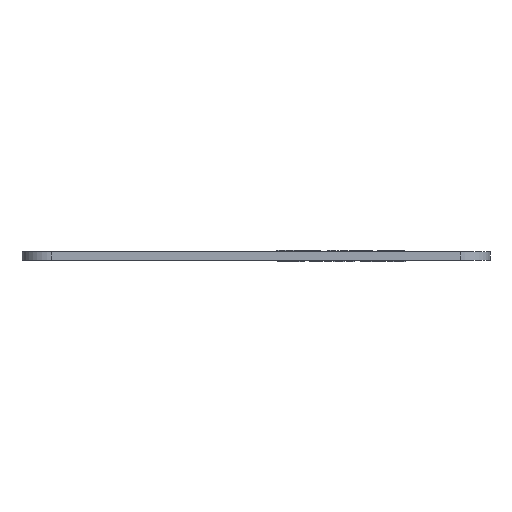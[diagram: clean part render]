
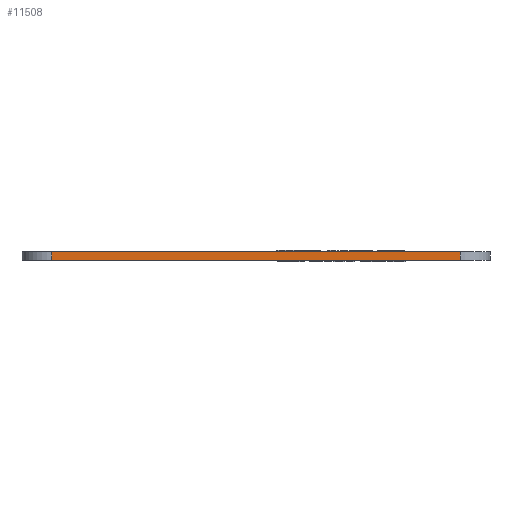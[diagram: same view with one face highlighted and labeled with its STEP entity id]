
A CAD part, front view. The second image highlights one B-rep face of the part: STEP entity #11508.
In plain terms, the highlighted planar face has unit normal (0, -1, 0).
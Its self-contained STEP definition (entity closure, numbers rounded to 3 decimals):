
#1708=FACE_OUTER_BOUND('',#2380,.T.);
#2380=EDGE_LOOP('',(#10615,#10616,#10617,#10618));
#2443=LINE('',#14112,#3457);
#2911=LINE('',#18389,#3925);
#3333=LINE('',#22204,#4347);
#3335=LINE('',#22207,#4349);
#3457=VECTOR('',#11983,10.);
#3925=VECTOR('',#12741,10.);
#4347=VECTOR('',#13427,10.);
#4349=VECTOR('',#13431,10.);
#4478=VERTEX_POINT('',#14109);
#4479=VERTEX_POINT('',#14111);
#5042=VERTEX_POINT('',#18386);
#5043=VERTEX_POINT('',#18388);
#5639=EDGE_CURVE('',#4478,#4479,#2443,.T.);
#6450=EDGE_CURVE('',#5042,#5043,#2911,.T.);
#7177=EDGE_CURVE('',#4479,#5042,#3333,.T.);
#7179=EDGE_CURVE('',#5043,#4478,#3335,.T.);
#10615=ORIENTED_EDGE('',*,*,#7177,.F.);
#10616=ORIENTED_EDGE('',*,*,#5639,.F.);
#10617=ORIENTED_EDGE('',*,*,#7179,.F.);
#10618=ORIENTED_EDGE('',*,*,#6450,.F.);
#10900=PLANE('',#11884);
#11508=ADVANCED_FACE('',(#1708),#10900,.T.);
#11884=AXIS2_PLACEMENT_3D('',#22331,#13617,#13618);
#11983=DIRECTION('',(1.,0.,0.));
#12741=DIRECTION('',(-1.,0.,0.));
#13427=DIRECTION('',(0.,0.,-1.));
#13431=DIRECTION('',(0.,0.,1.));
#13617=DIRECTION('center_axis',(0.,-1.,0.));
#13618=DIRECTION('ref_axis',(1.,0.,0.));
#14109=CARTESIAN_POINT('',(-5.641,-48.64,1.5));
#14111=CARTESIAN_POINT('',(62.879,-48.64,1.5));
#14112=CARTESIAN_POINT('',(67.879,-48.64,1.5));
#18386=CARTESIAN_POINT('',(62.879,-48.64,0.));
#18388=CARTESIAN_POINT('',(-5.641,-48.64,0.));
#18389=CARTESIAN_POINT('',(67.879,-48.64,0.));
#22204=CARTESIAN_POINT('',(62.879,-48.64,0.));
#22207=CARTESIAN_POINT('',(-5.641,-48.64,0.));
#22331=CARTESIAN_POINT('Origin',(-10.641,-48.64,0.));
